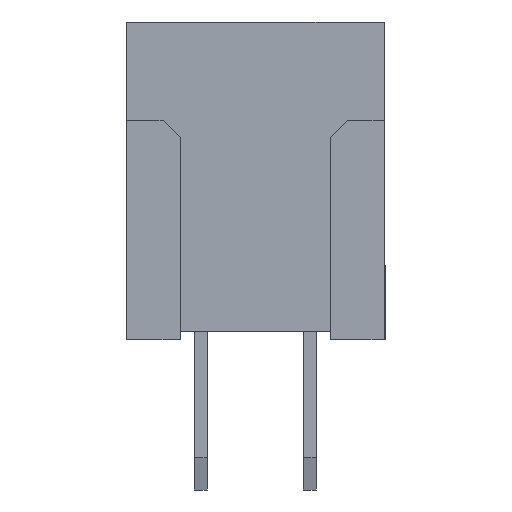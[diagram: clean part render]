
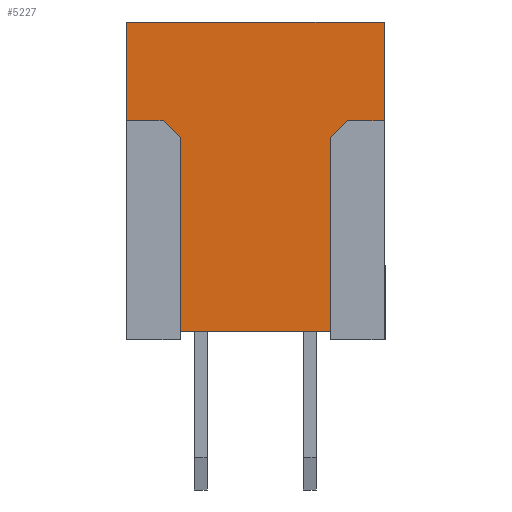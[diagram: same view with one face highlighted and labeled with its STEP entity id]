
A CAD part, left-side view. The second image highlights one B-rep face of the part: STEP entity #5227.
In plain terms, the highlighted planar face has unit normal (-1, 0, 0).
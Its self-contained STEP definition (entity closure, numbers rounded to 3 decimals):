
#5227=ADVANCED_FACE('',(#9858),#9860,.T.);
#9858=FACE_BOUND('',#9859,.T.);
#9859=EDGE_LOOP('',(#13494,#13495,#13496,#13497,#13498,#13499,#13500,#13501,#13502,
#13503));
#9860=PLANE('',#9861);
#9861=AXIS2_PLACEMENT_3D('',#9862,#9863,#9864);
#9862=CARTESIAN_POINT('',(-15.35,-3.,0.2));
#9863=DIRECTION('',(-1.,0.,0.));
#9864=DIRECTION('',(0.,0.,1.));
#13494=ORIENTED_EDGE('',*,*,#15503,.T.);
#13495=ORIENTED_EDGE('',*,*,#15504,.T.);
#13496=ORIENTED_EDGE('',*,*,#15505,.T.);
#13497=ORIENTED_EDGE('',*,*,#15480,.T.);
#13498=ORIENTED_EDGE('',*,*,#15506,.T.);
#13499=ORIENTED_EDGE('',*,*,#15468,.F.);
#13500=ORIENTED_EDGE('',*,*,#15502,.T.);
#13501=ORIENTED_EDGE('',*,*,#15507,.T.);
#13502=ORIENTED_EDGE('',*,*,#15508,.T.);
#13503=ORIENTED_EDGE('',*,*,#15509,.F.);
#15468=EDGE_CURVE('',#18215,#18217,#18218,.T.);
#15480=EDGE_CURVE('',#18239,#18237,#18240,.T.);
#15502=EDGE_CURVE('',#18215,#18272,#18274,.F.);
#15503=EDGE_CURVE('',#18275,#18276,#18277,.F.);
#15504=EDGE_CURVE('',#18276,#18278,#18279,.F.);
#15505=EDGE_CURVE('',#18278,#18239,#18280,.F.);
#15506=EDGE_CURVE('',#18237,#18217,#18281,.T.);
#15507=EDGE_CURVE('',#18272,#18282,#18283,.F.);
#15508=EDGE_CURVE('',#18282,#18284,#18285,.F.);
#15509=EDGE_CURVE('',#18275,#18284,#18286,.T.);
#18215=VERTEX_POINT('',#24211);
#18217=VERTEX_POINT('',#24215);
#18218=LINE('',#24216,#24217);
#18237=VERTEX_POINT('',#24257);
#18239=VERTEX_POINT('',#24261);
#18240=LINE('',#24262,#24263);
#18272=VERTEX_POINT('',#24337);
#18274=LINE('',#24341,#24342);
#18275=VERTEX_POINT('',#24344);
#18276=VERTEX_POINT('',#24345);
#18277=LINE('',#24346,#24347);
#18278=VERTEX_POINT('',#24349);
#18279=LINE('',#24350,#24351);
#18280=LINE('',#24353,#24354);
#18281=LINE('',#24356,#24357);
#18282=VERTEX_POINT('',#24359);
#18283=LINE('',#24360,#24361);
#18284=VERTEX_POINT('',#24363);
#18285=LINE('',#24364,#24365);
#18286=LINE('',#24367,#24368);
#24211=CARTESIAN_POINT('',(-15.35,3.,5.1));
#24215=CARTESIAN_POINT('',(-15.35,3.,7.4));
#24216=CARTESIAN_POINT('',(-15.35,3.,5.1));
#24217=VECTOR('',#24218,1.);
#24218=DIRECTION('',(0.,0.,1.));
#24257=CARTESIAN_POINT('',(-15.35,-3.,7.4));
#24261=CARTESIAN_POINT('',(-15.35,-3.,5.1));
#24262=CARTESIAN_POINT('',(-15.35,-3.,5.1));
#24263=VECTOR('',#24264,1.);
#24264=DIRECTION('',(0.,0.,1.));
#24337=CARTESIAN_POINT('',(-15.35,2.15,5.1));
#24341=CARTESIAN_POINT('',(-15.35,2.15,5.1));
#24342=VECTOR('',#24343,1.);
#24343=DIRECTION('',(0.,1.,0.));
#24344=CARTESIAN_POINT('',(-15.35,-1.75,0.2));
#24345=CARTESIAN_POINT('',(-15.35,-1.75,4.7));
#24346=CARTESIAN_POINT('',(-15.35,-1.75,4.7));
#24347=VECTOR('',#24348,1.);
#24348=DIRECTION('',(0.,0.,-1.));
#24349=CARTESIAN_POINT('',(-15.35,-2.15,5.1));
#24350=CARTESIAN_POINT('',(-15.35,-2.15,5.1));
#24351=VECTOR('',#24352,1.);
#24352=DIRECTION('',(0.,0.707,-0.707));
#24353=CARTESIAN_POINT('',(-15.35,-3.,5.1));
#24354=VECTOR('',#24355,1.);
#24355=DIRECTION('',(0.,1.,0.));
#24356=CARTESIAN_POINT('',(-15.35,-3.,7.4));
#24357=VECTOR('',#24358,1.);
#24358=DIRECTION('',(0.,1.,0.));
#24359=CARTESIAN_POINT('',(-15.35,1.75,4.7));
#24360=CARTESIAN_POINT('',(-15.35,1.75,4.7));
#24361=VECTOR('',#24362,1.);
#24362=DIRECTION('',(0.,0.707,0.707));
#24363=CARTESIAN_POINT('',(-15.35,1.75,0.2));
#24364=CARTESIAN_POINT('',(-15.35,1.75,0.2));
#24365=VECTOR('',#24366,1.);
#24366=DIRECTION('',(0.,0.,1.));
#24367=CARTESIAN_POINT('',(-15.35,-1.75,0.2));
#24368=VECTOR('',#24369,1.);
#24369=DIRECTION('',(0.,1.,0.));
